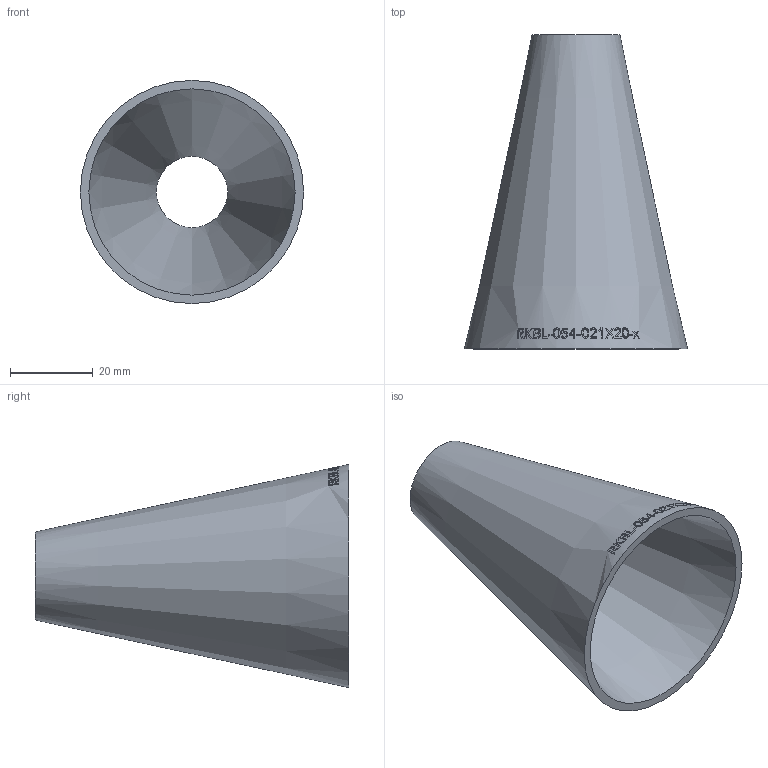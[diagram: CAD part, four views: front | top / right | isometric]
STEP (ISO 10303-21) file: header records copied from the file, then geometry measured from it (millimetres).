
FILE_DESCRIPTION (( 'STEP AP214' ), '1' );
FILE_NAME ('RKBL-054-021X20-x Reduzierung aus Blech ISO-sonstige 2006.STEP', '2020-07-20T14:52:09', ( '' ), ( '' ), 'SwSTEP 2.0', 'SolidWorks 2019', '' );
FILE_SCHEMA (( 'AUTOMOTIVE_DESIGN' ));
Length unit declared in the file: millimetre
Products named in the file (1): RKBL-054-021X20-x Reduzierung aus Blech ISO-sonstige 2006
Bounding box: 54 x 76 x 54 mm (x, y, z)
Volume: 17395.5 mm3; surface area: 17855.2 mm2
Topology: 1 solids, 1 shells, 200 faces, 522 edges, 348 vertices
Faces by surface type: bspline 172, cone 26, plane 2
Entity records: 18116 total; most frequent: CARTESIAN_POINT 12616, ORIENTED_EDGE 1040, EDGE_CURVE 520, B_SPLINE_CURVE_WITH_KNOTS 516, VERTEX_POINT 348, EDGE_LOOP 228, FACE_OUTER_BOUND 200, ADVANCED_FACE 200
